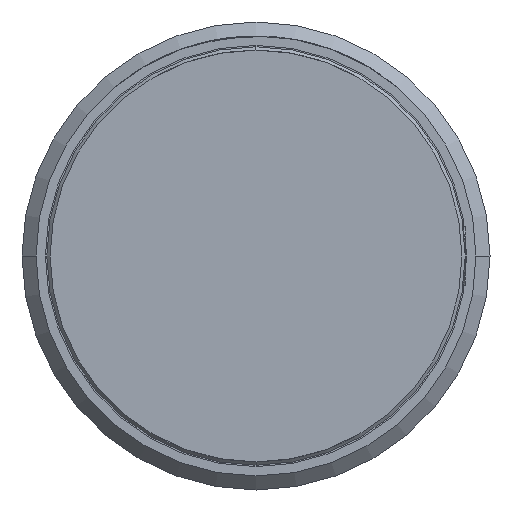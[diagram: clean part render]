
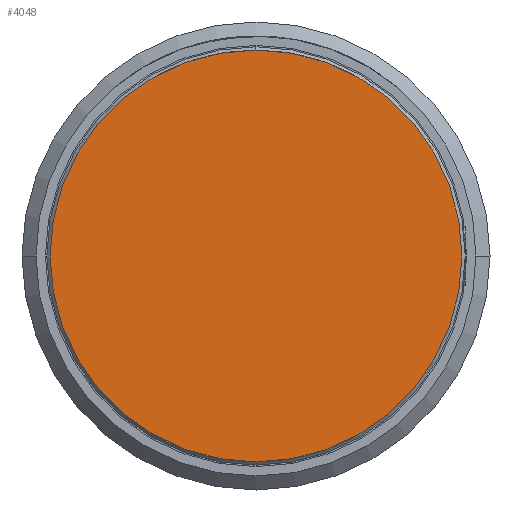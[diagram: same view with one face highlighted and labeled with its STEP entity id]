
A CAD part, front view. The second image highlights one B-rep face of the part: STEP entity #4048.
In plain terms, the highlighted planar face has unit normal (0, -1, 0).
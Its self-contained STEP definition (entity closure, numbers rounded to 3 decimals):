
#78 = AXIS2_PLACEMENT_3D ( 'NONE', #3480, #1878, #2212 ) ;
#169 = VERTEX_POINT ( 'NONE', #2731 ) ;
#259 = CIRCLE ( 'NONE', #78, 2.2 ) ;
#278 = DIRECTION ( 'NONE',  ( 0., 1., 0. ) ) ;
#296 = CARTESIAN_POINT ( 'NONE',  ( 0., 0., -1.9 ) ) ;
#564 = DIRECTION ( 'NONE',  ( 1., 0., 0. ) ) ;
#817 = ORIENTED_EDGE ( 'NONE', *, *, #2403, .T. ) ;
#1519 = DIRECTION ( 'NONE',  ( 0., -1., 0. ) ) ;
#1878 = DIRECTION ( 'NONE',  ( 0., -1., 0. ) ) ;
#1932 = EDGE_CURVE ( 'Defeature ausgef�hrt1_7+Defeature ausgef�hrt1_14+Defeature ausgef�hrt1_14+Defeature ausgef�hrt1_14', #169, #2498, #259, .T. ) ;
#2082 = FACE_OUTER_BOUND ( 'NONE', #3848, .T. ) ;
#2152 = PLANE ( 'NONE',  #3689 ) ;
#2212 = DIRECTION ( 'NONE',  ( -1., 0., 0. ) ) ;
#2259 = CIRCLE ( 'NONE', #2755, 2.2 ) ;
#2403 = EDGE_CURVE ( 'Defeature ausgef�hrt1_7+Defeature ausgef�hrt1_14+Defeature ausgef�hrt1_14+Defeature ausgef�hrt1_14', #2498, #169, #2259, .T. ) ;
#2498 = VERTEX_POINT ( 'NONE', #3462 ) ;
#2731 = CARTESIAN_POINT ( 'NONE',  ( 2.2, 0., 0. ) ) ;
#2755 = AXIS2_PLACEMENT_3D ( 'NONE', #3421, #1519, #4054 ) ;
#3421 = CARTESIAN_POINT ( 'NONE',  ( 0., 0., 0. ) ) ;
#3462 = CARTESIAN_POINT ( 'NONE',  ( -2.2, 0., 0. ) ) ;
#3480 = CARTESIAN_POINT ( 'NONE',  ( 0., 0., 0. ) ) ;
#3689 = AXIS2_PLACEMENT_3D ( 'NONE', #296, #278, #564 ) ;
#3729 = ORIENTED_EDGE ( 'NONE', *, *, #1932, .T. ) ;
#3848 = EDGE_LOOP ( 'NONE', ( #817, #3729 ) ) ;
#4048 = ADVANCED_FACE ( 'Defeature ausgef�hrt1_7', ( #2082 ), #2152, .F. ) ;
#4054 = DIRECTION ( 'NONE',  ( -1., 0., 0. ) ) ;
